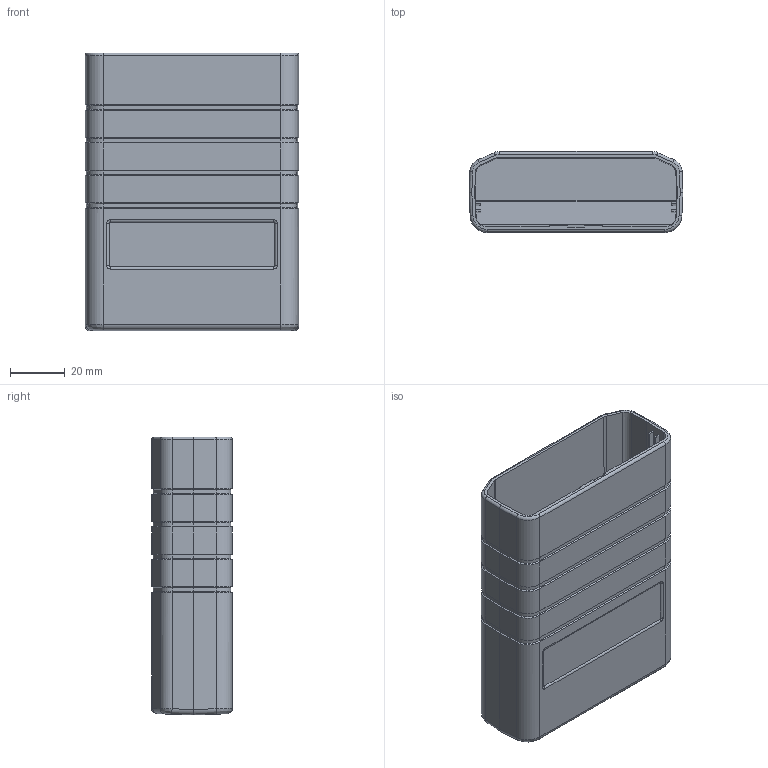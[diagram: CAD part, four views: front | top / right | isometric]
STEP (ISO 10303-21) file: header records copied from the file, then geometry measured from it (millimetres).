
FILE_DESCRIPTION((''),'2;1');
FILE_NAME('','2025-01-25T',(''),(''),'PRO/ENGINEER BY PARAMETRIC TECHNOLOGY CORPORATION, 2003250','PRO/ENGINEER BY PARAMETRIC TECHNOLOGY CORPORATION, 2003250','');
FILE_SCHEMA(('CONFIG_CONTROL_DESIGN'));
Length unit declared in the file: millimetre
Bounding box: 78.45 x 29.6 x 102 mm (x, y, z)
Volume: 45802.6 mm3; surface area: 45346.1 mm2
Topology: 1 solids, 1 shells, 351 faces, 777 edges, 432 vertices
Faces by surface type: plane 203, cylinder 78, cone 54, torus 10, bspline 6
Entity records: 9627 total; most frequent: CARTESIAN_POINT 1956, DIRECTION 1591, ORIENTED_EDGE 1554, EDGE_CURVE 777, VECTOR 585, LINE 585, AXIS2_PLACEMENT_3D 503, VERTEX_POINT 432
